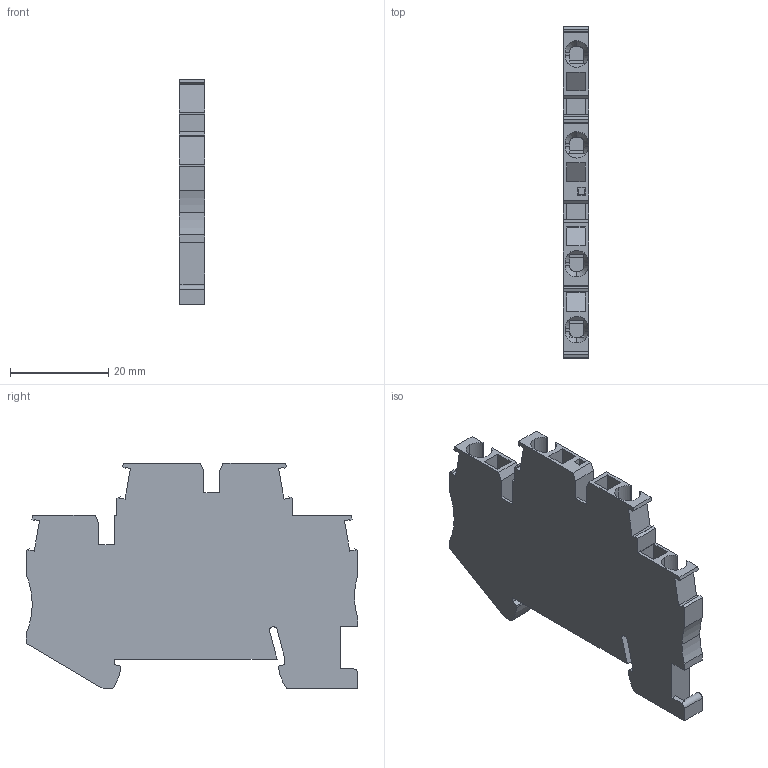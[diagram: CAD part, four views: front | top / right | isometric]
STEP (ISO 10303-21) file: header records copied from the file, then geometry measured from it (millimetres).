
FILE_DESCRIPTION(('STEP AP214'),'1');
FILE_NAME('cctmp_8B6E58FE-A878-4E2B-8173-5265AB9B65AF_2023_07_24_21_45_48_0778..stp','2023-07-24T19:45:49',('SIEMENS A&D'),('CADClick - www.CADClick.com'),'Spatial InterOp 3D postprocessed',' ','unknown authorization');
FILE_SCHEMA(('AUTOMOTIVE_DESIGN'));
Length unit declared in the file: millimetre
Products named in the file (1): 2023_07_24_21_45_48_0762
Bounding box: 5.15 x 67.55 x 45.85 mm (x, y, z)
Volume: 10426.1 mm3; surface area: 7638.9 mm2
Topology: 1 solids, 1 shells, 217 faces, 604 edges, 394 vertices
Faces by surface type: plane 159, cylinder 42, cone 16
Entity records: 9913 total; most frequent: CARTESIAN_POINT 3712, ORIENTED_EDGE 1208, DIRECTION 1063, EDGE_CURVE 604, LINE 469, VECTOR 469, VERTEX_POINT 394, AXIS2_PLACEMENT_3D 297
